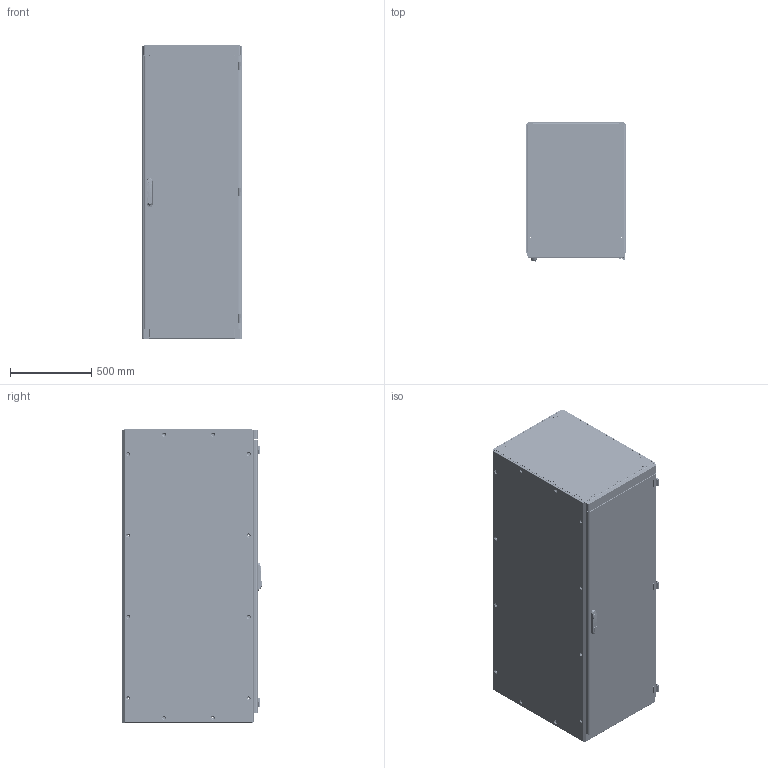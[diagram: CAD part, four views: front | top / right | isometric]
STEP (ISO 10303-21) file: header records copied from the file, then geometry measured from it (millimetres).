
FILE_DESCRIPTION(('no description'),'unknown implementation level');
FILE_NAME('8MF1868-3BS5_3D_v.stp',' ',('SIEMENS A&D'),('CADClick - KiM GmbH - www.kimweb.de'),'unknown preprocess','ACIS','unknown authorization');
FILE_SCHEMA(('automotive_design'));
Length unit declared in the file: millimetre
Products named in the file (25): 1; 2; 3; 4; 5; 6; 7; 8; 9; 10; 11; 12; 13; 14; 15; 16; 17; 18; 19; 20; 21; 22; 23; 24; 25
Bounding box: 618 x 862.15 x 1802.8 mm (x, y, z)
Volume: 62829089.6 mm3; surface area: 16121762.8 mm2
Topology: 25 solids, 25 shells, 5162 faces, 14834 edges, 9837 vertices
Faces by surface type: cylinder 4049, plane 1008, cone 72, torus 26, bspline 7
Entity records: 347345 total; most frequent: DIRECTION 33482, CARTESIAN_POINT 31403, STYLED_ITEM 29858, PRESENTATION_STYLE_ASSIGNMENT 29858, COLOUR_RGB 29858, ORIENTED_EDGE 29668, EDGE_CURVE 14834, CURVE_STYLE 14834
